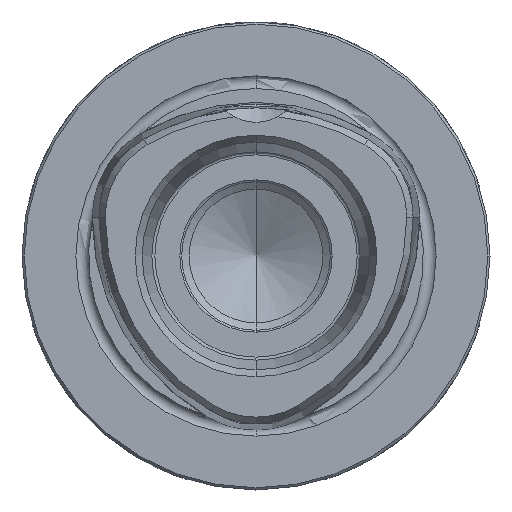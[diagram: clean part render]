
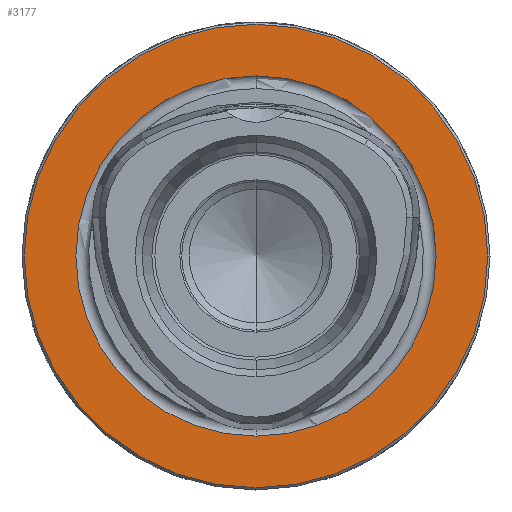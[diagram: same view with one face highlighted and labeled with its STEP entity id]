
A CAD part, front view. The second image highlights one B-rep face of the part: STEP entity #3177.
In plain terms, the highlighted planar face has unit normal (0, -1, 0).
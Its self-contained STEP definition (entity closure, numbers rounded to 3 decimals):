
#1177=CARTESIAN_POINT('',(0.,0.,
0.));
#1178=DIRECTION('',(0.,-1.,0.));
#1179=DIRECTION('',(1.,0.,0.));
#1180=AXIS2_PLACEMENT_3D('',#1177,#1178,#1179);
#1182=CARTESIAN_POINT('',(0.,0.,
0.));
#1183=DIRECTION('',(0.,-1.,0.));
#1184=DIRECTION('',(-1.,0.,0.));
#1185=AXIS2_PLACEMENT_3D('',#1182,#1183,#1184);
#1187=CARTESIAN_POINT('',(0.,0.,0.));
#1188=DIRECTION('',(0.,-1.,0.));
#1189=DIRECTION('',(0.,0.,-1.));
#1190=AXIS2_PLACEMENT_3D('',#1187,#1188,#1189);
#1192=CARTESIAN_POINT('',(0.,0.,0.));
#1193=DIRECTION('',(0.,-1.,0.));
#1194=DIRECTION('',(0.,0.,1.));
#1195=AXIS2_PLACEMENT_3D('',#1192,#1193,#1194);
#1850=CARTESIAN_POINT('',(31.2,0.,
0.));
#1851=CARTESIAN_POINT('',(-31.2,0.,0.));
#1852=VERTEX_POINT('',#1850);
#1853=VERTEX_POINT('',#1851);
#1858=CARTESIAN_POINT('',(0.,0.,-24.25));
#1859=CARTESIAN_POINT('',(0.,0.,24.25));
#1860=VERTEX_POINT('',#1858);
#1861=VERTEX_POINT('',#1859);
#3162=CARTESIAN_POINT('',(0.,0.,0.));
#3163=DIRECTION('',(0.,-1.,0.));
#3164=DIRECTION('',(-1.,0.,0.));
#3165=AXIS2_PLACEMENT_3D('',#3162,#3163,#3164);
#3166=PLANE('',#3165);
#3168=ORIENTED_EDGE('',*,*,#3167,.F.);
#3170=ORIENTED_EDGE('',*,*,#3169,.F.);
#3171=EDGE_LOOP('',(#3168,#3170));
#3172=FACE_OUTER_BOUND('',#3171,.F.);
#3173=ORIENTED_EDGE('',*,*,#2325,.T.);
#3174=ORIENTED_EDGE('',*,*,#2190,.T.);
#3175=EDGE_LOOP('',(#3173,#3174));
#3176=FACE_BOUND('',#3175,.F.);
#3177=ADVANCED_FACE('',(#3172,#3176),#3166,.T.);
#1181=CIRCLE('',#1180,31.2);
#1186=CIRCLE('',#1185,31.2);
#1191=CIRCLE('',#1190,24.25);
#1196=CIRCLE('',#1195,24.25);
#2190=EDGE_CURVE('',#1861,#1860,#1196,.T.);
#2325=EDGE_CURVE('',#1860,#1861,#1191,.T.);
#3167=EDGE_CURVE('',#1852,#1853,#1181,.T.);
#3169=EDGE_CURVE('',#1853,#1852,#1186,.T.);
